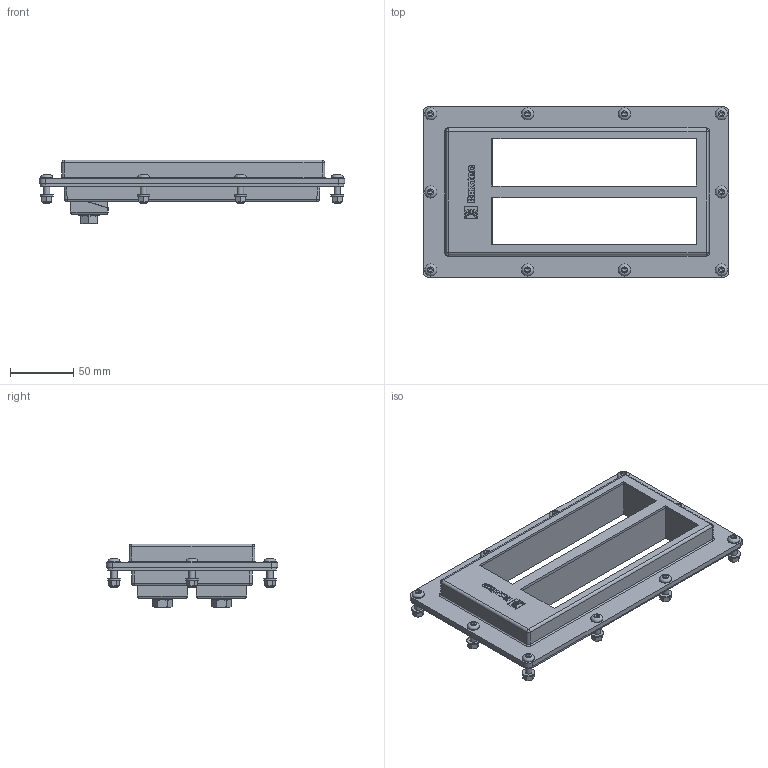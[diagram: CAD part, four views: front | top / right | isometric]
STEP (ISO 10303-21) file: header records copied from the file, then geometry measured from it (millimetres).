
FILE_DESCRIPTION((''),'2;1');
FILE_NAME('ComSeal 32 AISI 316.stp','2013-04-03T08:29:38',('se-henols'),(''),'Autodesk Inventor 2012','Autodesk Inventor 2012','');
FILE_SCHEMA(('AUTOMOTIVE_DESIGN { 1 0 10303 214 1 1 1 1 }'));
Length unit declared in the file: millimetre
Products named in the file (1): Part5
Bounding box: 241 x 135 x 50.4 mm (x, y, z)
Volume: 316730.4 mm3; surface area: 115146.2 mm2
Topology: 1 solids, 15 shells, 1039 faces, 2668 edges, 1750 vertices
Faces by surface type: plane 746, cylinder 193, cone 52, torus 24, sphere 12, bspline 12
Full cylindrical faces by diameter (mm): 5 x30, 5.3 x10, 5.5 x10, 6.647 x4, 8 x2, 8.4 x2, 9.5 x10, 10 x10, 16 x2, 21 x2
Entity records: 31482 total; most frequent: CARTESIAN_POINT 6168, ORIENTED_EDGE 4960, DIRECTION 4797, EDGE_CURVE 2480, VECTOR 1745, LINE 1745, VERTEX_POINT 1713, AXIS2_PLACEMENT_3D 1526
